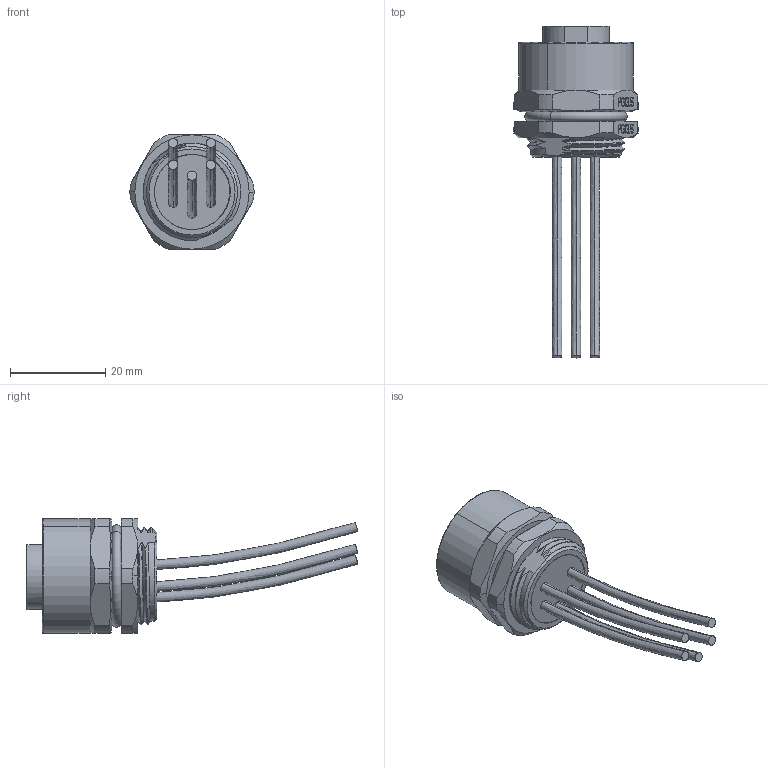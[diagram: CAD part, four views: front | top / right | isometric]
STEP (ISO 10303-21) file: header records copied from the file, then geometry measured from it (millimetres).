
FILE_DESCRIPTION((''),'2;1');
FILE_NAME('7_8-F05-BK-PG13_5-W0__SW0001','2020-12-17T',('tc.chen'),(''),'PRO/ENGINEER BY PARAMETRIC TECHNOLOGY CORPORATION, 2012480','PRO/ENGINEER BY PARAMETRIC TECHNOLOGY CORPORATION, 2012480','');
FILE_SCHEMA(('AUTOMOTIVE_DESIGN { 1 0 10303 214 1 1 1 1 }'));
Length unit declared in the file: millimetre
Products named in the file (1): 7_8-F05-BK-PG13_5-W0__SW0001
Bounding box: 26 x 69.57 x 24 mm (x, y, z)
Volume: 10042 mm3; surface area: 6836.2 mm2
Topology: 1 solids, 1 shells, 662 faces, 1894 edges, 1257 vertices
Faces by surface type: plane 441, bspline 59, cylinder 58, cone 56, torus 28, revolution 20
Entity records: 33091 total; most frequent: CARTESIAN_POINT 10616, ORIENTED_EDGE 3788, DIRECTION 2948, PRESENTATION_STYLE_ASSIGNMENT 1895, STYLED_ITEM 1895, CURVE_STYLE 1894, EDGE_CURVE 1894, VERTEX_POINT 1257
